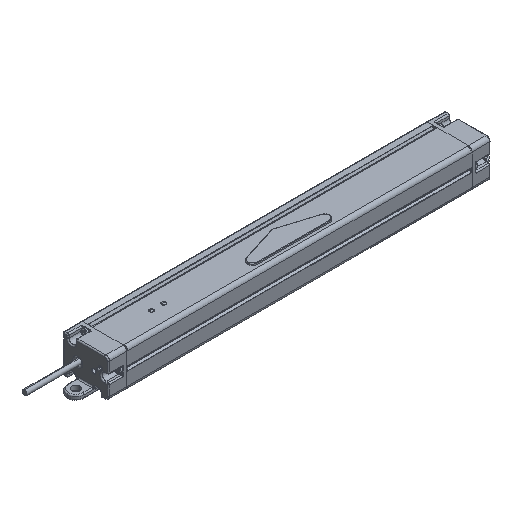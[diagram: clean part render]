
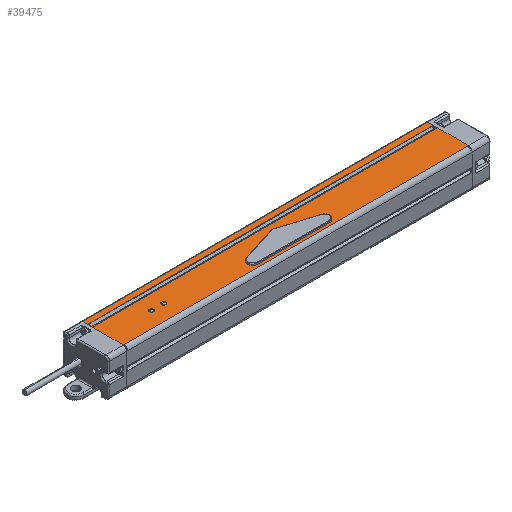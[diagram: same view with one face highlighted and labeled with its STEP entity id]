
A CAD part, isometric view. The second image highlights one B-rep face of the part: STEP entity #39475.
In plain terms, the highlighted planar face has unit normal (0, 0, 1).
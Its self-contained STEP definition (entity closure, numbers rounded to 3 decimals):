
#4226=DIRECTION('',(-1.,0.,0.));
#4227=VECTOR('',#4226,11.053);
#4228=CARTESIAN_POINT('',(5.541,0.772,
0.61));
#4229=LINE('',#4228,#4227);
#4234=DIRECTION('',(-1.,0.,0.));
#4235=VECTOR('',#4234,11.053);
#4236=CARTESIAN_POINT('',(5.541,-0.539,
0.61));
#4237=LINE('',#4236,#4235);
#4238=DIRECTION('',(1.,0.,0.));
#4239=VECTOR('',#4238,0.03);
#4240=CARTESIAN_POINT('',(-5.541,0.772,
0.61));
#4241=LINE('',#4240,#4239);
#4242=DIRECTION('',(1.,0.,0.));
#4243=VECTOR('',#4242,0.008);
#4244=CARTESIAN_POINT('',(1.157,-0.366,
0.61));
#4245=LINE('',#4244,#4243);
#4246=CARTESIAN_POINT('',(1.165,-0.303,
0.61));
#4247=DIRECTION('',(0.,0.,1.));
#4248=DIRECTION('',(0.,-1.,0.));
#4249=AXIS2_PLACEMENT_3D('',#4246,#4247,#4248);
#4251=DIRECTION('',(-0.953,0.303,0.));
#4252=VECTOR('',#4251,1.223);
#4253=CARTESIAN_POINT('',(1.184,-0.243,
0.61));
#4254=LINE('',#4253,#4252);
#4255=CARTESIAN_POINT('',(0.,0.067,0.61));
#4256=DIRECTION('',(0.,0.,1.));
#4257=DIRECTION('',(0.303,0.953,0.));
#4258=AXIS2_PLACEMENT_3D('',#4255,#4256,#4257);
#4260=DIRECTION('',(-0.953,-0.303,0.));
#4261=VECTOR('',#4260,1.223);
#4262=CARTESIAN_POINT('',(-0.019,0.127,
0.61));
#4263=LINE('',#4262,#4261);
#4264=CARTESIAN_POINT('',(-1.165,-0.303,
0.61));
#4265=DIRECTION('',(0.,0.,1.));
#4266=DIRECTION('',(-0.303,0.953,0.));
#4267=AXIS2_PLACEMENT_3D('',#4264,#4265,#4266);
#4269=DIRECTION('',(1.,0.,0.));
#4270=VECTOR('',#4269,0.008);
#4271=CARTESIAN_POINT('',(-1.165,-0.366,
0.61));
#4272=LINE('',#4271,#4270);
#4273=DIRECTION('',(1.,0.,0.));
#4274=VECTOR('',#4273,2.315);
#4275=CARTESIAN_POINT('',(-1.157,-0.366,
0.61));
#4276=LINE('',#4275,#4274);
#4277=CARTESIAN_POINT('',(-3.74,-0.039,
0.61));
#4278=DIRECTION('',(0.,0.,1.));
#4279=DIRECTION('',(-1.,0.,0.));
#4280=AXIS2_PLACEMENT_3D('',#4277,#4278,#4279);
#4282=CARTESIAN_POINT('',(-3.74,-0.039,
0.61));
#4283=DIRECTION('',(0.,0.,1.));
#4284=DIRECTION('',(1.,0.,0.));
#4285=AXIS2_PLACEMENT_3D('',#4282,#4283,#4284);
#4287=CARTESIAN_POINT('',(-4.134,-0.039,
0.61));
#4288=DIRECTION('',(0.,0.,1.));
#4289=DIRECTION('',(-1.,0.,0.));
#4290=AXIS2_PLACEMENT_3D('',#4287,#4288,#4289);
#4292=CARTESIAN_POINT('',(-4.134,-0.039,
0.61));
#4293=DIRECTION('',(0.,0.,1.));
#4294=DIRECTION('',(1.,0.,0.));
#4295=AXIS2_PLACEMENT_3D('',#4292,#4293,#4294);
#4297=DIRECTION('',(1.,0.,0.));
#4298=VECTOR('',#4297,11.024);
#4299=CARTESIAN_POINT('',(-5.512,0.597,
0.61));
#4300=LINE('',#4299,#4298);
#4301=DIRECTION('',(-1.,0.,0.));
#4302=VECTOR('',#4301,11.024);
#4303=CARTESIAN_POINT('',(5.512,0.45,
0.61));
#4304=LINE('',#4303,#4302);
#4314=DIRECTION('',(1.,0.,0.));
#4315=VECTOR('',#4314,0.03);
#4316=CARTESIAN_POINT('',(-5.541,-0.539,
0.61));
#4317=LINE('',#4316,#4315);
#5777=DIRECTION('',(0.,1.,0.));
#5778=VECTOR('',#5777,1.311);
#5779=CARTESIAN_POINT('',(-5.541,-0.539,
0.61));
#5780=LINE('',#5779,#5778);
#13898=CARTESIAN_POINT('',(5.541,-0.539,
0.61));
#14683=DIRECTION('',(0.,1.,0.));
#14684=VECTOR('',#14683,1.311);
#14685=CARTESIAN_POINT('',(5.541,-0.539,
0.61));
#14686=LINE('',#14685,#14684);
#18038=DIRECTION('',(0.,-1.,0.));
#18039=VECTOR('',#18038,0.148);
#18040=CARTESIAN_POINT('',(-5.512,0.597,
0.61));
#18041=LINE('',#18040,#18039);
#18068=DIRECTION('',(0.,1.,0.));
#18069=VECTOR('',#18068,0.148);
#18070=CARTESIAN_POINT('',(5.512,0.45,
0.61));
#18071=LINE('',#18070,#18069);
#30964=CARTESIAN_POINT('',(1.165,-0.366,
0.61));
#30965=CARTESIAN_POINT('',(1.184,-0.243,
0.61));
#30966=VERTEX_POINT('',#30964);
#30967=VERTEX_POINT('',#30965);
#30968=CARTESIAN_POINT('',(0.019,0.127,
0.61));
#30969=VERTEX_POINT('',#30968);
#30970=CARTESIAN_POINT('',(-0.019,0.127,
0.61));
#30971=VERTEX_POINT('',#30970);
#30972=CARTESIAN_POINT('',(-1.184,-0.243,
0.61));
#30973=VERTEX_POINT('',#30972);
#30974=CARTESIAN_POINT('',(-1.165,-0.366,
0.61));
#30975=VERTEX_POINT('',#30974);
#31164=CARTESIAN_POINT('',(-1.157,-0.366,
0.61));
#31165=CARTESIAN_POINT('',(1.157,-0.366,
0.61));
#31166=VERTEX_POINT('',#31164);
#31167=VERTEX_POINT('',#31165);
#31198=CARTESIAN_POINT('',(-3.805,-0.039,
0.61));
#31199=CARTESIAN_POINT('',(-3.675,-0.039,
0.61));
#31200=VERTEX_POINT('',#31198);
#31201=VERTEX_POINT('',#31199);
#31220=CARTESIAN_POINT('',(-4.199,-0.039,
0.61));
#31221=CARTESIAN_POINT('',(-4.069,-0.039,
0.61));
#31222=VERTEX_POINT('',#31220);
#31223=VERTEX_POINT('',#31221);
#31375=VERTEX_POINT('',#13898);
#31376=CARTESIAN_POINT('',(5.541,0.772,
0.61));
#31377=VERTEX_POINT('',#31376);
#32021=CARTESIAN_POINT('',(5.512,0.45,
0.61));
#32022=VERTEX_POINT('',#32021);
#32023=CARTESIAN_POINT('',(5.512,0.597,
0.61));
#32024=VERTEX_POINT('',#32023);
#32285=CARTESIAN_POINT('',(-5.541,0.772,
0.61));
#32286=VERTEX_POINT('',#32285);
#32295=CARTESIAN_POINT('',(-5.541,-0.539,
0.61));
#32296=VERTEX_POINT('',#32295);
#32824=CARTESIAN_POINT('',(-5.512,0.772,
0.61));
#32826=VERTEX_POINT('',#32824);
#32827=CARTESIAN_POINT('',(-5.512,-0.539,
0.61));
#32829=VERTEX_POINT('',#32827);
#32904=CARTESIAN_POINT('',(-5.512,0.45,
0.61));
#32905=VERTEX_POINT('',#32904);
#32906=CARTESIAN_POINT('',(-5.512,0.597,
0.61));
#32907=VERTEX_POINT('',#32906);
#39418=CARTESIAN_POINT('',(-5.512,0.657,
0.61));
#39419=DIRECTION('',(0.,0.,1.));
#39420=DIRECTION('',(0.,-1.,0.));
#39421=AXIS2_PLACEMENT_3D('',#39418,#39419,#39420);
#39422=PLANE('',#39421);
#39424=ORIENTED_EDGE('',*,*,#39423,.T.);
#39426=ORIENTED_EDGE('',*,*,#39425,.F.);
#39428=ORIENTED_EDGE('',*,*,#39427,.T.);
#39429=ORIENTED_EDGE('',*,*,#39410,.T.);
#39430=ORIENTED_EDGE('',*,*,#39389,.F.);
#39432=ORIENTED_EDGE('',*,*,#39431,.F.);
#39433=EDGE_LOOP('',(#39424,#39426,#39428,#39429,#39430,#39432));
#39434=FACE_OUTER_BOUND('',#39433,.F.);
#39436=ORIENTED_EDGE('',*,*,#39435,.T.);
#39438=ORIENTED_EDGE('',*,*,#39437,.T.);
#39440=ORIENTED_EDGE('',*,*,#39439,.T.);
#39442=ORIENTED_EDGE('',*,*,#39441,.T.);
#39444=ORIENTED_EDGE('',*,*,#39443,.T.);
#39446=ORIENTED_EDGE('',*,*,#39445,.T.);
#39448=ORIENTED_EDGE('',*,*,#39447,.T.);
#39450=ORIENTED_EDGE('',*,*,#39449,.T.);
#39451=EDGE_LOOP('',(#39436,#39438,#39440,#39442,#39444,#39446,#39448,#39450));
#39452=FACE_BOUND('',#39451,.F.);
#39454=ORIENTED_EDGE('',*,*,#39453,.T.);
#39456=ORIENTED_EDGE('',*,*,#39455,.T.);
#39457=EDGE_LOOP('',(#39454,#39456));
#39458=FACE_BOUND('',#39457,.F.);
#39460=ORIENTED_EDGE('',*,*,#39459,.T.);
#39462=ORIENTED_EDGE('',*,*,#39461,.T.);
#39463=EDGE_LOOP('',(#39460,#39462));
#39464=FACE_BOUND('',#39463,.F.);
#39466=ORIENTED_EDGE('',*,*,#39465,.F.);
#39468=ORIENTED_EDGE('',*,*,#39467,.T.);
#39470=ORIENTED_EDGE('',*,*,#39469,.F.);
#39472=ORIENTED_EDGE('',*,*,#39471,.T.);
#39473=EDGE_LOOP('',(#39466,#39468,#39470,#39472));
#39474=FACE_BOUND('',#39473,.F.);
#39475=ADVANCED_FACE('',(#39434,#39452,#39458,#39464,#39474),#39422,.T.);
#4250=CIRCLE('',#4249,0.063);
#4259=CIRCLE('',#4258,0.063);
#4268=CIRCLE('',#4267,0.063);
#4281=CIRCLE('',#4280,0.065);
#4286=CIRCLE('',#4285,0.065);
#4291=CIRCLE('',#4290,0.065);
#4296=CIRCLE('',#4295,0.065);
#39389=EDGE_CURVE('',#31377,#32826,#4229,.T.);
#39410=EDGE_CURVE('',#32286,#32826,#4241,.T.);
#39423=EDGE_CURVE('',#31375,#32829,#4237,.T.);
#39425=EDGE_CURVE('',#32296,#32829,#4317,.T.);
#39427=EDGE_CURVE('',#32296,#32286,#5780,.T.);
#39431=EDGE_CURVE('',#31375,#31377,#14686,.T.);
#39435=EDGE_CURVE('',#31167,#30966,#4245,.T.);
#39437=EDGE_CURVE('',#30966,#30967,#4250,.T.);
#39439=EDGE_CURVE('',#30967,#30969,#4254,.T.);
#39441=EDGE_CURVE('',#30969,#30971,#4259,.T.);
#39443=EDGE_CURVE('',#30971,#30973,#4263,.T.);
#39445=EDGE_CURVE('',#30973,#30975,#4268,.T.);
#39447=EDGE_CURVE('',#30975,#31166,#4272,.T.);
#39449=EDGE_CURVE('',#31166,#31167,#4276,.T.);
#39453=EDGE_CURVE('',#31200,#31201,#4281,.T.);
#39455=EDGE_CURVE('',#31201,#31200,#4286,.T.);
#39459=EDGE_CURVE('',#31222,#31223,#4291,.T.);
#39461=EDGE_CURVE('',#31223,#31222,#4296,.T.);
#39465=EDGE_CURVE('',#32907,#32024,#4300,.T.);
#39467=EDGE_CURVE('',#32907,#32905,#18041,.T.);
#39469=EDGE_CURVE('',#32022,#32905,#4304,.T.);
#39471=EDGE_CURVE('',#32022,#32024,#18071,.T.);
